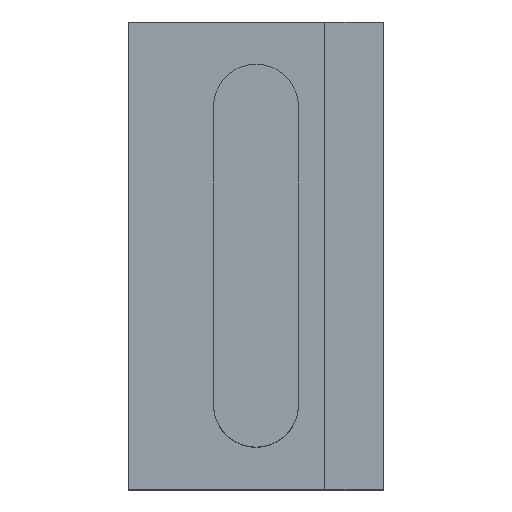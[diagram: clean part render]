
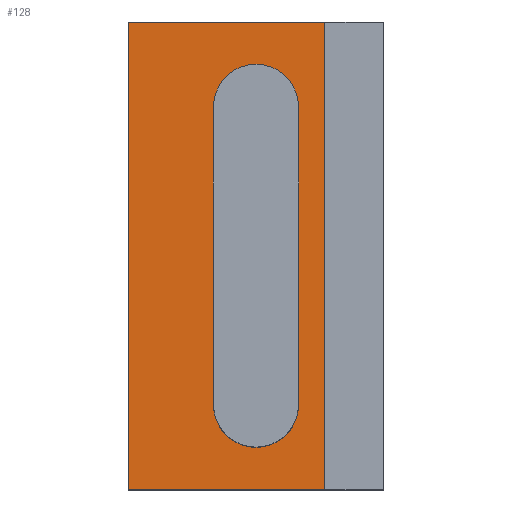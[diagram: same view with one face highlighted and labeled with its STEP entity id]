
A CAD part, top view. The second image highlights one B-rep face of the part: STEP entity #128.
In plain terms, the highlighted planar face has unit normal (0, 0, 1).
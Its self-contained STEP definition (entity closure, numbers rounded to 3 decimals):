
#13 = VERTEX_POINT ( 'NONE', #181 ) ;
#15 = VECTOR ( 'NONE', #307, 1000. ) ;
#23 = EDGE_CURVE ( 'NONE', #265, #85, #25, .T. ) ;
#24 = CARTESIAN_POINT ( 'NONE',  ( 2.925, 48.6, -1.4 ) ) ;
#25 = LINE ( 'NONE', #24, #336 ) ;
#27 = EDGE_CURVE ( 'NONE', #149, #324, #358, .T. ) ;
#28 = CARTESIAN_POINT ( 'NONE',  ( 3.425, 52.1, -1.4 ) ) ;
#41 = DIRECTION ( 'NONE',  ( 0., 1., 0. ) ) ;
#46 = VERTEX_POINT ( 'NONE', #298 ) ;
#48 = DIRECTION ( 'NONE',  ( -1., 0., 0. ) ) ;
#61 = DIRECTION ( 'NONE',  ( 0., 0., -1. ) ) ;
#67 = EDGE_LOOP ( 'NONE', ( #166, #198, #306, #243 ) ) ;
#85 = VERTEX_POINT ( 'NONE', #218 ) ;
#93 = CIRCLE ( 'NONE', #239, 0.5 ) ;
#95 = EDGE_CURVE ( 'NONE', #13, #265, #93, .T. ) ;
#96 = CARTESIAN_POINT ( 'NONE',  ( 0., 0., -1.4 ) ) ;
#100 = VERTEX_POINT ( 'NONE', #189 ) ;
#101 = CARTESIAN_POINT ( 'NONE',  ( 4.925, 47.6, -1.4 ) ) ;
#109 = CARTESIAN_POINT ( 'NONE',  ( 3.925, 52.1, -1.4 ) ) ;
#120 = CIRCLE ( 'NONE', #346, 0.5 ) ;
#121 = DIRECTION ( 'NONE',  ( -1., 0., 0. ) ) ;
#124 = VECTOR ( 'NONE', #41, 1000. ) ;
#128 = ADVANCED_FACE ( 'NONE', ( #373, #371 ), #187, .T. ) ;
#130 = ORIENTED_EDGE ( 'NONE', *, *, #397, .T. ) ;
#143 = LINE ( 'NONE', #297, #296 ) ;
#147 = ORIENTED_EDGE ( 'NONE', *, *, #95, .T. ) ;
#149 = VERTEX_POINT ( 'NONE', #316 ) ;
#161 = EDGE_LOOP ( 'NONE', ( #351, #383, #130, #147 ) ) ;
#166 = ORIENTED_EDGE ( 'NONE', *, *, #27, .F. ) ;
#168 = CARTESIAN_POINT ( 'NONE',  ( 1.925, 47.6, -1.4 ) ) ;
#174 = EDGE_CURVE ( 'NONE', #46, #206, #253, .T. ) ;
#181 = CARTESIAN_POINT ( 'NONE',  ( 3.925, 48.6, -1.4 ) ) ;
#187 = PLANE ( 'NONE',  #377 ) ;
#189 = CARTESIAN_POINT ( 'NONE',  ( 3.925, 52.1, -1.4 ) ) ;
#197 = DIRECTION ( 'NONE',  ( -1., 0., 0. ) ) ;
#198 = ORIENTED_EDGE ( 'NONE', *, *, #380, .F. ) ;
#206 = VERTEX_POINT ( 'NONE', #254 ) ;
#217 = DIRECTION ( 'NONE',  ( 0., -1., 0. ) ) ;
#218 = CARTESIAN_POINT ( 'NONE',  ( 2.925, 52.1, -1.4 ) ) ;
#221 = DIRECTION ( 'NONE',  ( 0., 0., 1. ) ) ;
#223 = VECTOR ( 'NONE', #217, 1000. ) ;
#236 = LINE ( 'NONE', #109, #223 ) ;
#239 = AXIS2_PLACEMENT_3D ( 'NONE', #396, #61, #121 ) ;
#242 = EDGE_CURVE ( 'NONE', #324, #46, #347, .T. ) ;
#243 = ORIENTED_EDGE ( 'NONE', *, *, #242, .F. ) ;
#253 = LINE ( 'NONE', #168, #124 ) ;
#254 = CARTESIAN_POINT ( 'NONE',  ( 1.925, 53.1, -1.4 ) ) ;
#264 = DIRECTION ( 'NONE',  ( 0., 0., -1. ) ) ;
#265 = VERTEX_POINT ( 'NONE', #379 ) ;
#274 = DIRECTION ( 'NONE',  ( 0., 1., 0. ) ) ;
#296 = VECTOR ( 'NONE', #309, 1000. ) ;
#297 = CARTESIAN_POINT ( 'NONE',  ( 4.925, 53.1, -1.4 ) ) ;
#298 = CARTESIAN_POINT ( 'NONE',  ( 1.925, 47.6, -1.4 ) ) ;
#306 = ORIENTED_EDGE ( 'NONE', *, *, #174, .F. ) ;
#307 = DIRECTION ( 'NONE',  ( 0., -1., 0. ) ) ;
#309 = DIRECTION ( 'NONE',  ( 1., 0., 0. ) ) ;
#316 = CARTESIAN_POINT ( 'NONE',  ( 4.232, 53.1, -1.4 ) ) ;
#324 = VERTEX_POINT ( 'NONE', #387 ) ;
#336 = VECTOR ( 'NONE', #274, 1000. ) ;
#344 = DIRECTION ( 'NONE',  ( 1., 0., 0. ) ) ;
#346 = AXIS2_PLACEMENT_3D ( 'NONE', #28, #264, #48 ) ;
#347 = LINE ( 'NONE', #101, #366 ) ;
#351 = ORIENTED_EDGE ( 'NONE', *, *, #23, .T. ) ;
#358 = LINE ( 'NONE', #394, #15 ) ;
#366 = VECTOR ( 'NONE', #197, 1000. ) ;
#371 = FACE_BOUND ( 'NONE', #161, .T. ) ;
#373 = FACE_OUTER_BOUND ( 'NONE', #67, .T. ) ;
#377 = AXIS2_PLACEMENT_3D ( 'NONE', #96, #221, #344 ) ;
#379 = CARTESIAN_POINT ( 'NONE',  ( 2.925, 48.6, -1.4 ) ) ;
#380 = EDGE_CURVE ( 'NONE', #206, #149, #143, .T. ) ;
#383 = ORIENTED_EDGE ( 'NONE', *, *, #393, .T. ) ;
#387 = CARTESIAN_POINT ( 'NONE',  ( 4.232, 47.6, -1.4 ) ) ;
#393 = EDGE_CURVE ( 'NONE', #85, #100, #120, .T. ) ;
#394 = CARTESIAN_POINT ( 'NONE',  ( 4.232, 53.1, -1.4 ) ) ;
#396 = CARTESIAN_POINT ( 'NONE',  ( 3.425, 48.6, -1.4 ) ) ;
#397 = EDGE_CURVE ( 'NONE', #100, #13, #236, .T. ) ;
